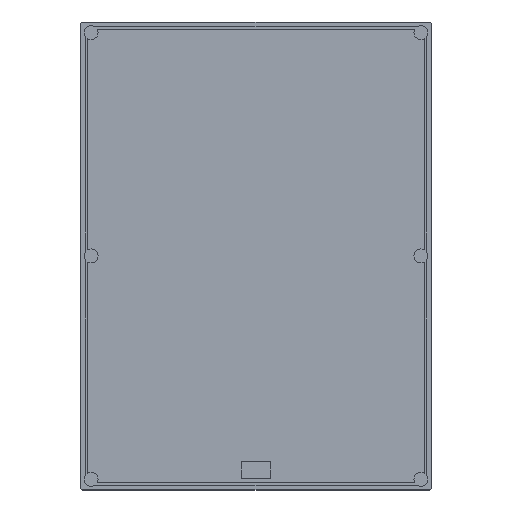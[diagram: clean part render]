
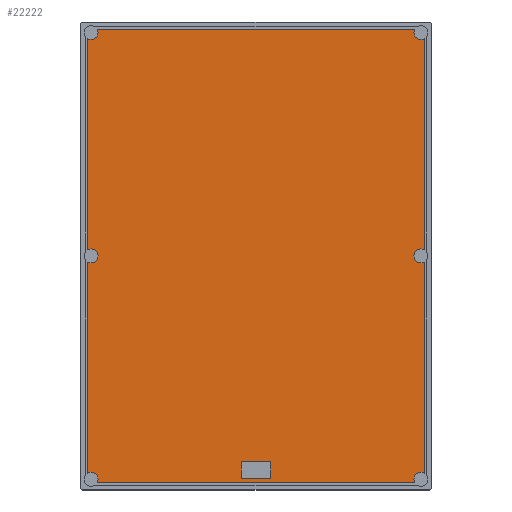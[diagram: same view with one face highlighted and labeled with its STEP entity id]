
A CAD part, top view. The second image highlights one B-rep face of the part: STEP entity #22222.
In plain terms, the highlighted planar face has unit normal (0, 0, 1).
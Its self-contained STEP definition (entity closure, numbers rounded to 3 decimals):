
#20643=CARTESIAN_POINT('',(-141.,0.,6.));
#20644=DIRECTION('',(0.,0.,-1.));
#20645=DIRECTION('',(-0.5,0.866,0.));
#20646=AXIS2_PLACEMENT_3D('',#20643,#20644,#20645);
#20730=CARTESIAN_POINT('',(141.,0.,6.));
#20731=DIRECTION('',(0.,0.,-1.));
#20732=DIRECTION('',(0.5,-0.866,0.));
#20733=AXIS2_PLACEMENT_3D('',#20730,#20731,#20732);
#20749=DIRECTION('',(0.,1.,0.));
#20750=VECTOR('',#20749,180.608);
#20751=CARTESIAN_POINT('',(144.,5.196,6.));
#20752=LINE('',#20751,#20750);
#20773=DIRECTION('',(0.,1.,0.));
#20774=VECTOR('',#20773,180.608);
#20775=CARTESIAN_POINT('',(144.,-185.804,6.));
#20776=LINE('',#20775,#20774);
#20777=DIRECTION('',(0.,-1.,0.));
#20778=VECTOR('',#20777,14.);
#20779=CARTESIAN_POINT('',(-12.5,-176.,6.));
#20780=LINE('',#20779,#20778);
#20781=DIRECTION('',(1.,0.,0.));
#20782=VECTOR('',#20781,25.);
#20783=CARTESIAN_POINT('',(-12.5,-190.,6.));
#20784=LINE('',#20783,#20782);
#20785=DIRECTION('',(0.,1.,0.));
#20786=VECTOR('',#20785,14.);
#20787=CARTESIAN_POINT('',(12.5,-190.,6.));
#20788=LINE('',#20787,#20786);
#20789=DIRECTION('',(-1.,0.,0.));
#20790=VECTOR('',#20789,25.);
#20791=CARTESIAN_POINT('',(12.5,-176.,6.));
#20792=LINE('',#20791,#20790);
#20793=CARTESIAN_POINT('',(-141.,191.,6.));
#20794=DIRECTION('',(0.,0.,-1.));
#20795=DIRECTION('',(0.866,0.5,0.));
#20796=AXIS2_PLACEMENT_3D('',#20793,#20794,#20795);
#20798=CARTESIAN_POINT('',(141.,191.,6.));
#20799=DIRECTION('',(0.,0.,1.));
#20800=DIRECTION('',(-0.866,0.5,0.));
#20801=AXIS2_PLACEMENT_3D('',#20798,#20799,#20800);
#20803=CARTESIAN_POINT('',(141.,-191.,6.));
#20804=DIRECTION('',(0.,0.,-1.));
#20805=DIRECTION('',(-0.866,-0.5,0.));
#20806=AXIS2_PLACEMENT_3D('',#20803,#20804,#20805);
#20808=CARTESIAN_POINT('',(-141.,-191.,6.));
#20809=DIRECTION('',(0.,0.,1.));
#20810=DIRECTION('',(0.866,-0.5,0.));
#20811=AXIS2_PLACEMENT_3D('',#20808,#20809,#20810);
#20857=DIRECTION('',(0.,-1.,0.));
#20858=VECTOR('',#20857,180.608);
#20859=CARTESIAN_POINT('',(-144.,185.804,6.));
#20860=LINE('',#20859,#20858);
#20865=DIRECTION('',(0.,-1.,0.));
#20866=VECTOR('',#20865,180.608);
#20867=CARTESIAN_POINT('',(-144.,-5.196,6.));
#20868=LINE('',#20867,#20866);
#20885=DIRECTION('',(-1.,0.,0.));
#20886=VECTOR('',#20885,271.608);
#20887=CARTESIAN_POINT('',(135.804,194.,6.));
#20888=LINE('',#20887,#20886);
#20901=DIRECTION('',(1.,0.,0.));
#20902=VECTOR('',#20901,271.608);
#20903=CARTESIAN_POINT('',(-135.804,-194.,6.));
#20904=LINE('',#20903,#20902);
#21507=CARTESIAN_POINT('',(-135.804,194.,6.));
#21508=CARTESIAN_POINT('',(-144.,185.804,6.));
#21509=VERTEX_POINT('',#21507);
#21510=VERTEX_POINT('',#21508);
#21539=CARTESIAN_POINT('',(135.804,194.,6.));
#21540=CARTESIAN_POINT('',(144.,185.804,6.));
#21541=VERTEX_POINT('',#21539);
#21542=VERTEX_POINT('',#21540);
#21571=CARTESIAN_POINT('',(135.804,-194.,6.));
#21572=CARTESIAN_POINT('',(144.,-185.804,6.));
#21573=VERTEX_POINT('',#21571);
#21574=VERTEX_POINT('',#21572);
#21603=CARTESIAN_POINT('',(-135.804,-194.,6.));
#21604=CARTESIAN_POINT('',(-144.,-185.804,6.));
#21605=VERTEX_POINT('',#21603);
#21606=VERTEX_POINT('',#21604);
#21667=CARTESIAN_POINT('',(-12.5,-176.,6.));
#21668=CARTESIAN_POINT('',(-12.5,-190.,6.));
#21669=VERTEX_POINT('',#21667);
#21670=VERTEX_POINT('',#21668);
#21671=CARTESIAN_POINT('',(12.5,-190.,6.));
#21672=VERTEX_POINT('',#21671);
#21673=CARTESIAN_POINT('',(12.5,-176.,6.));
#21674=VERTEX_POINT('',#21673);
#21743=CARTESIAN_POINT('',(-144.,5.196,6.));
#21745=VERTEX_POINT('',#21743);
#21747=CARTESIAN_POINT('',(-144.,-5.196,6.));
#21749=VERTEX_POINT('',#21747);
#21759=CARTESIAN_POINT('',(144.,5.196,6.));
#21761=VERTEX_POINT('',#21759);
#21763=CARTESIAN_POINT('',(144.,-5.196,6.));
#21765=VERTEX_POINT('',#21763);
#22185=CARTESIAN_POINT('',(0.,0.,6.));
#22186=DIRECTION('',(0.,0.,1.));
#22187=DIRECTION('',(1.,0.,0.));
#22188=AXIS2_PLACEMENT_3D('',#22185,#22186,#22187);
#22189=PLANE('',#22188);
#22190=ORIENTED_EDGE('',*,*,#22035,.F.);
#22192=ORIENTED_EDGE('',*,*,#22191,.F.);
#22194=ORIENTED_EDGE('',*,*,#22193,.F.);
#22196=ORIENTED_EDGE('',*,*,#22195,.F.);
#22198=ORIENTED_EDGE('',*,*,#22197,.T.);
#22199=ORIENTED_EDGE('',*,*,#22163,.F.);
#22200=ORIENTED_EDGE('',*,*,#22138,.F.);
#22201=ORIENTED_EDGE('',*,*,#22180,.F.);
#22203=ORIENTED_EDGE('',*,*,#22202,.F.);
#22205=ORIENTED_EDGE('',*,*,#22204,.F.);
#22207=ORIENTED_EDGE('',*,*,#22206,.T.);
#22209=ORIENTED_EDGE('',*,*,#22208,.F.);
#22210=EDGE_LOOP('',(#22190,#22192,#22194,#22196,#22198,#22199,#22200,#22201,
#22203,#22205,#22207,#22209));
#22211=FACE_OUTER_BOUND('',#22210,.F.);
#22213=ORIENTED_EDGE('',*,*,#22212,.T.);
#22215=ORIENTED_EDGE('',*,*,#22214,.T.);
#22217=ORIENTED_EDGE('',*,*,#22216,.T.);
#22219=ORIENTED_EDGE('',*,*,#22218,.T.);
#22220=EDGE_LOOP('',(#22213,#22215,#22217,#22219));
#22221=FACE_BOUND('',#22220,.F.);
#22222=ADVANCED_FACE('',(#22211,#22221),#22189,.T.);
#20647=CIRCLE('',#20646,6.);
#20734=CIRCLE('',#20733,6.);
#20797=CIRCLE('',#20796,6.);
#20802=CIRCLE('',#20801,6.);
#20807=CIRCLE('',#20806,6.);
#20812=CIRCLE('',#20811,6.);
#22035=EDGE_CURVE('',#21745,#21749,#20647,.T.);
#22138=EDGE_CURVE('',#21765,#21761,#20734,.T.);
#22163=EDGE_CURVE('',#21761,#21542,#20752,.T.);
#22180=EDGE_CURVE('',#21574,#21765,#20776,.T.);
#22191=EDGE_CURVE('',#21510,#21745,#20860,.T.);
#22193=EDGE_CURVE('',#21509,#21510,#20797,.T.);
#22195=EDGE_CURVE('',#21541,#21509,#20888,.T.);
#22197=EDGE_CURVE('',#21541,#21542,#20802,.T.);
#22202=EDGE_CURVE('',#21573,#21574,#20807,.T.);
#22204=EDGE_CURVE('',#21605,#21573,#20904,.T.);
#22206=EDGE_CURVE('',#21605,#21606,#20812,.T.);
#22208=EDGE_CURVE('',#21749,#21606,#20868,.T.);
#22212=EDGE_CURVE('',#21669,#21670,#20780,.T.);
#22214=EDGE_CURVE('',#21670,#21672,#20784,.T.);
#22216=EDGE_CURVE('',#21672,#21674,#20788,.T.);
#22218=EDGE_CURVE('',#21674,#21669,#20792,.T.);
